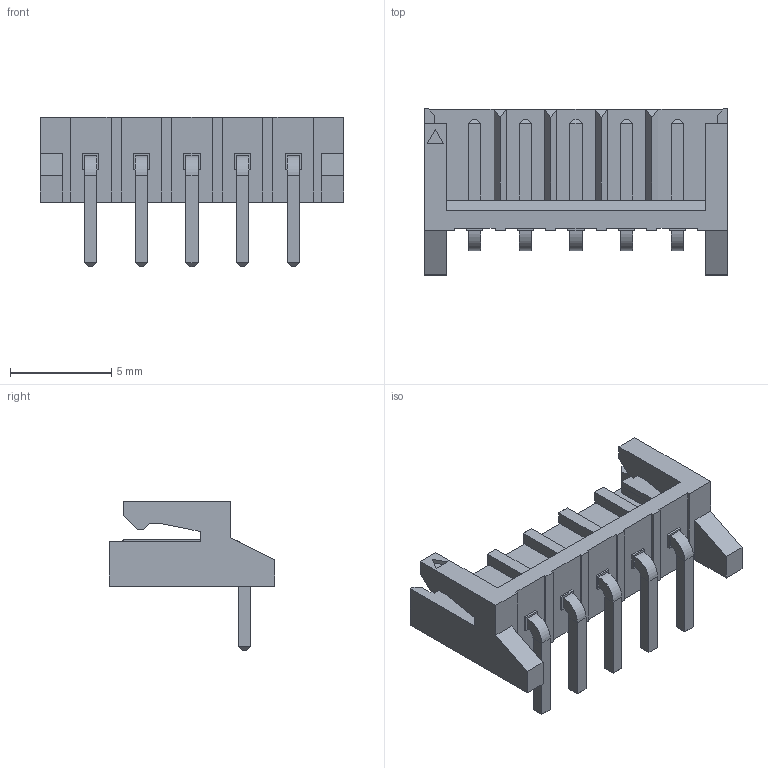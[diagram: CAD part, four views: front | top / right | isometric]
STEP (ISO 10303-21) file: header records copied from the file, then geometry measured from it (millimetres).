
FILE_DESCRIPTION (( 'STEP AP214' ), '1' );
FILE_NAME ('JST-S5B-EH-A.STEP', '2020-12-30T03:35:32', ( '' ), ( '' ), 'SwSTEP 2.0', 'SolidWorks 2020', '' );
FILE_SCHEMA (( 'AUTOMOTIVE_DESIGN' ));
Length unit declared in the file: millimetre
Products named in the file (1): JST-S5B-EH-A
Bounding box: 15 x 8.2 x 7.4 mm (x, y, z)
Volume: 188.9 mm3; surface area: 538.4 mm2
Topology: 1 solids, 1 shells, 220 faces, 535 edges, 334 vertices
Faces by surface type: plane 208, cylinder 12
Entity records: 8660 total; most frequent: CARTESIAN_POINT 1090, ORIENTED_EDGE 1070, DIRECTION 1001, EDGE_CURVE 535, VECTOR 511, LINE 511, VERTEX_POINT 334, AXIS2_PLACEMENT_3D 245
